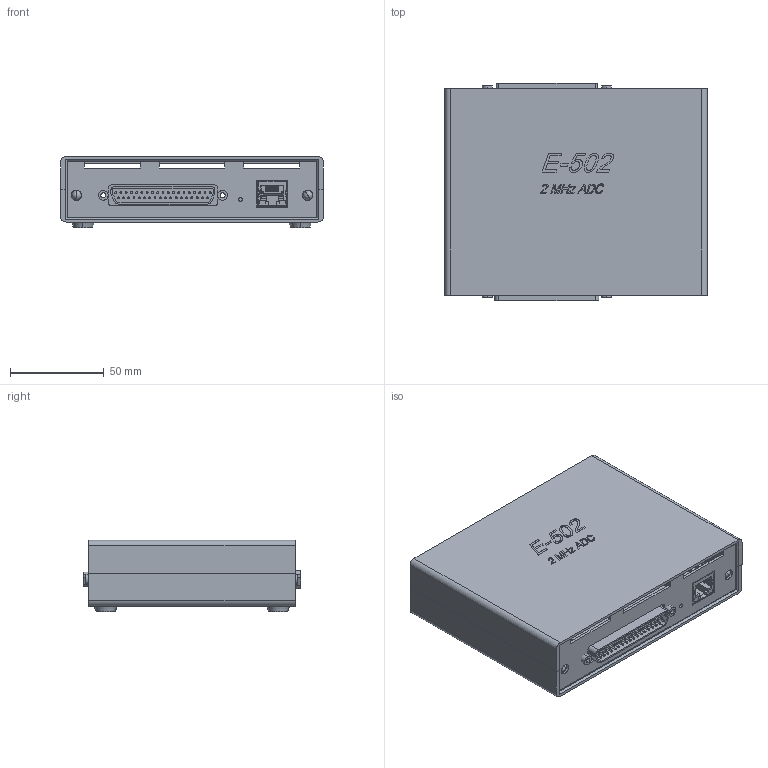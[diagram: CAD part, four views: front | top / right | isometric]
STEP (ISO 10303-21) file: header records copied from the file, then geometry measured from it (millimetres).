
FILE_DESCRIPTION (( 'STEP AP214' ), '1' );
FILE_NAME ('E-502.STEP', '2024-11-13T07:00:29', ( '' ), ( '' ), 'SwSTEP 2.0', 'SolidWorks 2021', '' );
FILE_SCHEMA (( 'AUTOMOTIVE_DESIGN' ));
Length unit declared in the file: millimetre
Products named in the file (14): 冓踖樦 DUSB-BRA42-T11; 秮鳧嚪. 7499111446; Ýòèêåòêà Å-502; Âèëêà DRB-37Ì(ÍÀ ÏËÀÒÓ); âèíò ì3õ18 ÃÎÑÒ 17475-80; LHG3392PF(red-green); Âèëêà DRB-37F(ÍÀ ÏËÀÒÓ); ﾎ魵瑙韃 E-502; 眈翴錪 E-502-2; Êðûøêà E-502; E-502; Íîæêà-ñàìîêëåéêà 10õ12; DJK-02A; 眈翴錪 E-502L
Assembly tree (18 placements, depth 2):
  E-502
    ﾎ魵瑙韃 E-502
    Êðûøêà E-502
    眈翴錪 E-502-2
    眈翴錪 E-502L
    DJK-02A
    LHG3392PF(red-green)  x2
    Âèëêà DRB-37F(ÍÀ ÏËÀÒÓ)
    Âèëêà DRB-37Ì(ÍÀ ÏËÀÒÓ)
    秮鳧嚪. 7499111446
    冓踖樦 DUSB-BRA42-T11
    Íîæêà-ñàìîêëåéêà 10õ12  x4
    âèíò ì3õ18 ÃÎÑÒ 17475-80  x2
    Ýòèêåòêà Å-502
Bounding box: 140 x 115.9 x 38 mm (x, y, z)
Volume: 132811.8 mm3; surface area: 119212 mm2
Topology: 18 solids, 18 shells, 2720 faces, 6945 edges, 4498 vertices
Faces by surface type: plane 1652, cylinder 589, bspline 437, cone 38, sphere 4
Entity records: 120673 total; most frequent: CARTESIAN_POINT 38118, ORIENTED_EDGE 13464, DIRECTION 11294, EDGE_CURVE 6732, VECTOR 4704, LINE 4704, VERTEX_POINT 4367, AXIS2_PLACEMENT_3D 3295
